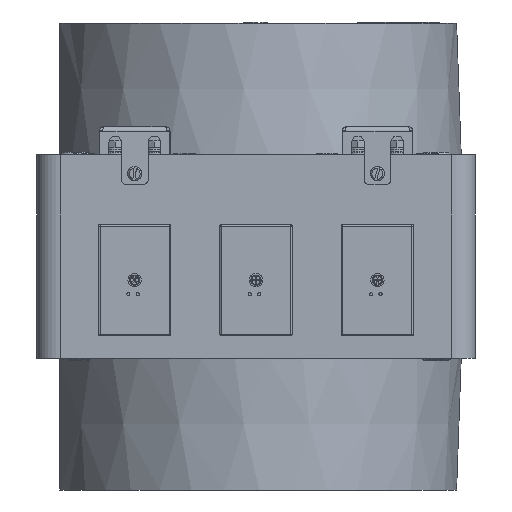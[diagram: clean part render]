
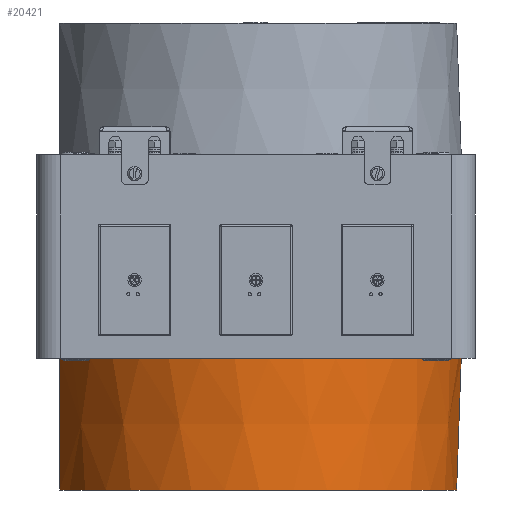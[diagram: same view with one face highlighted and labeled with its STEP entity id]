
A CAD part, front view. The second image highlights one B-rep face of the part: STEP entity #20421.
In plain terms, the highlighted conical face has half-angle 2 degrees and reference radius 131 mm.
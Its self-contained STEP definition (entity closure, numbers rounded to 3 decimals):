
#2660 = ORIENTED_EDGE ( 'NONE', *, *, #15536, .T. ) ;
#8333 = CIRCLE ( 'NONE', #90216, 128.067 ) ;
#15286 = CIRCLE ( 'NONE', #133049, 131. ) ;
#15536 = EDGE_CURVE ( 'NONE', #141388, #58337, #150565, .T. ) ;
#16931 = CARTESIAN_POINT ( 'NONE',  ( -125.367, -31.606, -114.062 ) ) ;
#20421 = ADVANCED_FACE ( 'NONE', ( #61910 ), #98504, .T. ) ;
#22214 = VERTEX_POINT ( 'NONE', #117501 ) ;
#32585 = CARTESIAN_POINT ( 'NONE',  ( -125.367, -28.464, -135.043 ) ) ;
#37590 = CARTESIAN_POINT ( 'NONE',  ( 0., 0., -65. ) ) ;
#40992 = CARTESIAN_POINT ( 'NONE',  ( 131., 0., -65. ) ) ;
#48288 = CARTESIAN_POINT ( 'NONE',  ( -125.367, -26.155, -149. ) ) ;
#55340 = CARTESIAN_POINT ( 'NONE',  ( 131., 0., -65. ) ) ;
#56724 = DIRECTION ( 'NONE',  ( 0., 0., 1. ) ) ;
#58337 = VERTEX_POINT ( 'NONE', #55340 ) ;
#60897 = DIRECTION ( 'NONE',  ( 0., 0., 1. ) ) ;
#61910 = FACE_OUTER_BOUND ( 'NONE', #159429, .T. ) ;
#71841 = ORIENTED_EDGE ( 'NONE', *, *, #122672, .T. ) ;
#90216 = AXIS2_PLACEMENT_3D ( 'NONE', #150000, #56724, #165548 ) ;
#98504 = CONICAL_SURFACE ( 'NONE', #124429, 131., 0.035 ) ;
#100292 = DIRECTION ( 'NONE',  ( 1., 0., 0. ) ) ;
#110263 = CARTESIAN_POINT ( 'NONE',  ( -125.367, -34.523, -93.056 ) ) ;
#114070 = VECTOR ( 'NONE', #134336, 1000. ) ;
#117501 = CARTESIAN_POINT ( 'NONE',  ( -125.367, -38., -65. ) ) ;
#122672 = EDGE_CURVE ( 'NONE', #200322, #141388, #8333, .T. ) ;
#124300 = B_SPLINE_CURVE_WITH_KNOTS ( 'NONE', 3,
 ( #187807, #138823, #110263, #16931, #125916, #32585, #141536, #48288 ),
 .UNSPECIFIED., .F., .F.,
 ( 4, 2, 2, 4 ),
 ( 0.134, 0.177, 0.198, 0.219 ),
 .UNSPECIFIED. ) ;
#124429 = AXIS2_PLACEMENT_3D ( 'NONE', #37590, #193479, #100292 ) ;
#125916 = CARTESIAN_POINT ( 'NONE',  ( -125.367, -30.594, -121.06 ) ) ;
#133049 = AXIS2_PLACEMENT_3D ( 'NONE', #154176, #60897, #169791 ) ;
#134336 = DIRECTION ( 'NONE',  ( 0.035, 0., 0.999 ) ) ;
#138823 = CARTESIAN_POINT ( 'NONE',  ( -125.367, -36.311, -79.034 ) ) ;
#141388 = VERTEX_POINT ( 'NONE', #163380 ) ;
#141536 = CARTESIAN_POINT ( 'NONE',  ( -125.367, -27.347, -142.03 ) ) ;
#149658 = ORIENTED_EDGE ( 'NONE', *, *, #196794, .F. ) ;
#150000 = CARTESIAN_POINT ( 'NONE',  ( 0., 0., -149. ) ) ;
#150565 = LINE ( 'NONE', #40992, #114070 ) ;
#154176 = CARTESIAN_POINT ( 'NONE',  ( 0., 0., -65. ) ) ;
#159429 = EDGE_LOOP ( 'NONE', ( #71841, #2660, #149658, #199697 ) ) ;
#163380 = CARTESIAN_POINT ( 'NONE',  ( 128.067, 0., -149. ) ) ;
#165548 = DIRECTION ( 'NONE',  ( -1., 0., 0. ) ) ;
#169376 = EDGE_CURVE ( 'NONE', #22214, #200322, #124300, .T. ) ;
#169791 = DIRECTION ( 'NONE',  ( 1., 0., 0. ) ) ;
#187807 = CARTESIAN_POINT ( 'NONE',  ( -125.367, -38., -65. ) ) ;
#189866 = CARTESIAN_POINT ( 'NONE',  ( -125.367, -26.155, -149. ) ) ;
#193479 = DIRECTION ( 'NONE',  ( 0., 0., 1. ) ) ;
#196794 = EDGE_CURVE ( 'NONE', #22214, #58337, #15286, .T. ) ;
#199697 = ORIENTED_EDGE ( 'NONE', *, *, #169376, .T. ) ;
#200322 = VERTEX_POINT ( 'NONE', #189866 ) ;
